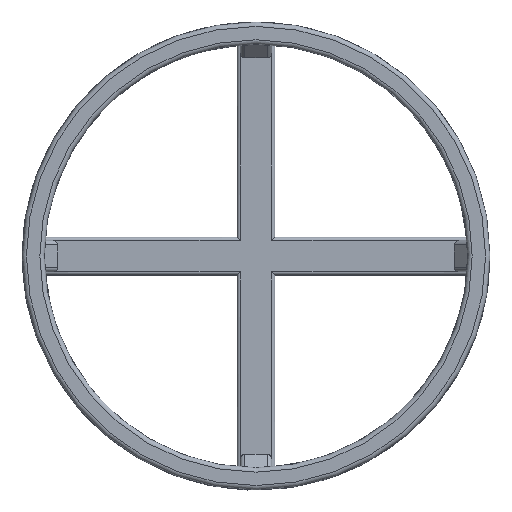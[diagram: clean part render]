
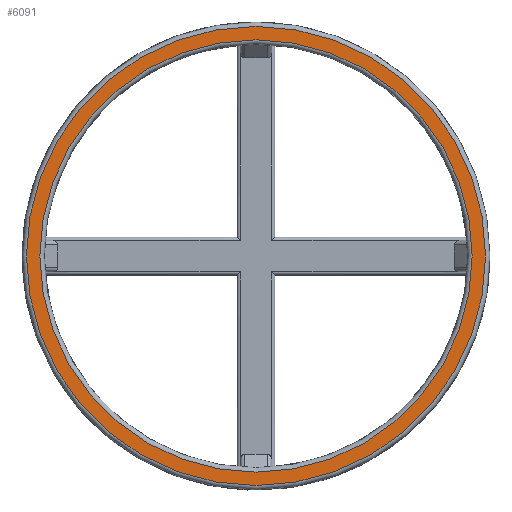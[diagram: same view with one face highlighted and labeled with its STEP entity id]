
A CAD part, top view. The second image highlights one B-rep face of the part: STEP entity #6091.
In plain terms, the highlighted planar face has unit normal (0, 0, 1).
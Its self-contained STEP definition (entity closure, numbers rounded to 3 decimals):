
#324 = TOROIDAL_SURFACE('',#325,48.5,1.);
#325 = AXIS2_PLACEMENT_3D('',#326,#327,#328);
#326 = CARTESIAN_POINT('',(0.,0.,21.));
#327 = DIRECTION('',(0.,0.,1.));
#328 = DIRECTION('',(1.,0.,-0.));
#4706 = VERTEX_POINT('',#4707);
#4707 = CARTESIAN_POINT('',(48.5,0.,22.));
#4727 = EDGE_CURVE('',#4706,#4706,#4728,.T.);
#4728 = SURFACE_CURVE('',#4729,(#4734,#4741),.PCURVE_S1.);
#4729 = CIRCLE('',#4730,48.5);
#4730 = AXIS2_PLACEMENT_3D('',#4731,#4732,#4733);
#4731 = CARTESIAN_POINT('',(0.,0.,22.));
#4732 = DIRECTION('',(0.,0.,1.));
#4733 = DIRECTION('',(1.,0.,-0.));
#4734 = PCURVE('',#324,#4735);
#4735 = DEFINITIONAL_REPRESENTATION('',(#4736),#4740);
#4736 = LINE('',#4737,#4738);
#4737 = CARTESIAN_POINT('',(0.,1.571));
#4738 = VECTOR('',#4739,1.);
#4739 = DIRECTION('',(1.,0.));
#4740 = ( GEOMETRIC_REPRESENTATION_CONTEXT(2) 
PARAMETRIC_REPRESENTATION_CONTEXT() REPRESENTATION_CONTEXT('2D SPACE',''
  ) );
#4741 = PCURVE('',#4742,#4747);
#4742 = PLANE('',#4743);
#4743 = AXIS2_PLACEMENT_3D('',#4744,#4745,#4746);
#4744 = CARTESIAN_POINT('',(0.,0.,22.)
  );
#4745 = DIRECTION('',(0.,0.,1.));
#4746 = DIRECTION('',(1.,0.,-0.));
#4747 = DEFINITIONAL_REPRESENTATION('',(#4748),#4752);
#4748 = CIRCLE('',#4749,48.5);
#4749 = AXIS2_PLACEMENT_2D('',#4750,#4751);
#4750 = CARTESIAN_POINT('',(0.,0.));
#4751 = DIRECTION('',(1.,0.));
#4752 = ( GEOMETRIC_REPRESENTATION_CONTEXT(2) 
PARAMETRIC_REPRESENTATION_CONTEXT() REPRESENTATION_CONTEXT('2D SPACE',''
  ) );
#6091 = ADVANCED_FACE('',(#6092,#6095),#4742,.T.);
#6092 = FACE_BOUND('',#6093,.T.);
#6093 = EDGE_LOOP('',(#6094));
#6094 = ORIENTED_EDGE('',*,*,#4727,.F.);
#6095 = FACE_BOUND('',#6096,.T.);
#6096 = EDGE_LOOP('',(#6097));
#6097 = ORIENTED_EDGE('',*,*,#6098,.T.);
#6098 = EDGE_CURVE('',#6099,#6099,#6101,.T.);
#6099 = VERTEX_POINT('',#6100);
#6100 = CARTESIAN_POINT('',(51.5,0.,22.));
#6101 = SURFACE_CURVE('',#6102,(#6107,#6114),.PCURVE_S1.);
#6102 = CIRCLE('',#6103,51.5);
#6103 = AXIS2_PLACEMENT_3D('',#6104,#6105,#6106);
#6104 = CARTESIAN_POINT('',(0.,0.,22.));
#6105 = DIRECTION('',(0.,0.,1.));
#6106 = DIRECTION('',(1.,0.,-0.));
#6107 = PCURVE('',#4742,#6108);
#6108 = DEFINITIONAL_REPRESENTATION('',(#6109),#6113);
#6109 = CIRCLE('',#6110,51.5);
#6110 = AXIS2_PLACEMENT_2D('',#6111,#6112);
#6111 = CARTESIAN_POINT('',(0.,0.));
#6112 = DIRECTION('',(1.,0.));
#6113 = ( GEOMETRIC_REPRESENTATION_CONTEXT(2) 
PARAMETRIC_REPRESENTATION_CONTEXT() REPRESENTATION_CONTEXT('2D SPACE',''
  ) );
#6114 = PCURVE('',#6115,#6120);
#6115 = TOROIDAL_SURFACE('',#6116,51.5,1.);
#6116 = AXIS2_PLACEMENT_3D('',#6117,#6118,#6119);
#6117 = CARTESIAN_POINT('',(0.,0.,21.));
#6118 = DIRECTION('',(0.,0.,1.));
#6119 = DIRECTION('',(1.,0.,-0.));
#6120 = DEFINITIONAL_REPRESENTATION('',(#6121),#6125);
#6121 = LINE('',#6122,#6123);
#6122 = CARTESIAN_POINT('',(0.,1.571));
#6123 = VECTOR('',#6124,1.);
#6124 = DIRECTION('',(1.,0.));
#6125 = ( GEOMETRIC_REPRESENTATION_CONTEXT(2) 
PARAMETRIC_REPRESENTATION_CONTEXT() REPRESENTATION_CONTEXT('2D SPACE',''
  ) );
